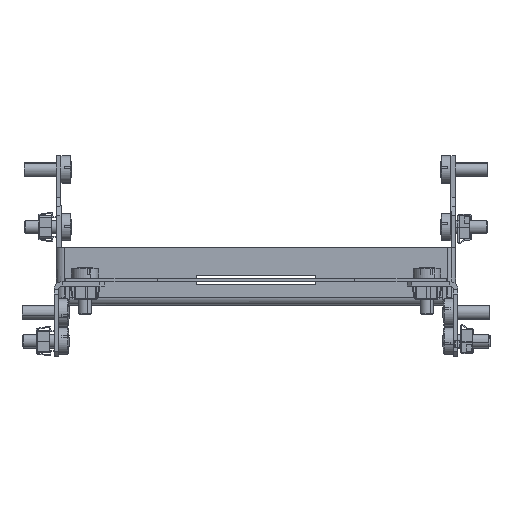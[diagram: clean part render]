
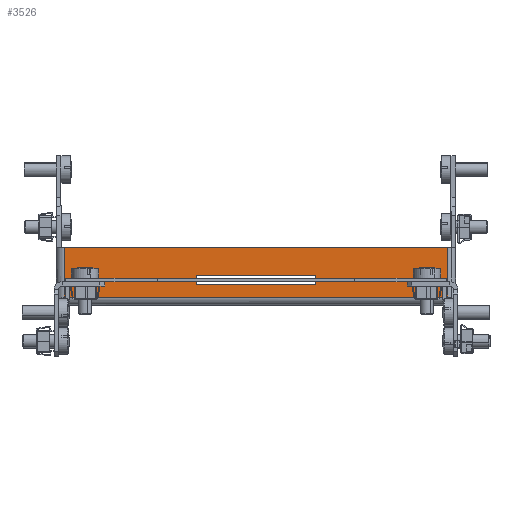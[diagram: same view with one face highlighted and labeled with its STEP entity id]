
A CAD part, front view. The second image highlights one B-rep face of the part: STEP entity #3526.
In plain terms, the highlighted face is planar.
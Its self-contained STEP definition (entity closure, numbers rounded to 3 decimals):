
#401 = DIRECTION ( 'NONE',  ( 0., -1., 0. ) ) ;
#684 = CARTESIAN_POINT ( 'NONE',  ( 35., 61.5, -170.5 ) ) ;
#882 = VECTOR ( 'NONE', #16074, 1000. ) ;
#1330 = EDGE_CURVE ( 'NONE', #3493, #2113, #3407, .T. ) ;
#1498 = CARTESIAN_POINT ( 'NONE',  ( 35., 61.5, -170.5 ) ) ;
#1948 = ORIENTED_EDGE ( 'NONE', *, *, #14567, .T. ) ;
#2113 = VERTEX_POINT ( 'NONE', #17983 ) ;
#2820 = VECTOR ( 'NONE', #6600, 1000. ) ;
#3407 = LINE ( 'NONE', #13345, #2820 ) ;
#3493 = VERTEX_POINT ( 'NONE', #11142 ) ;
#3526 = ADVANCED_FACE ( 'NONE', ( #8226, #16137 ), #11549, .F. ) ;
#3854 = CARTESIAN_POINT ( 'NONE',  ( 35., 0., 0. ) ) ;
#4069 = VECTOR ( 'NONE', #10450, 1000. ) ;
#4677 = LINE ( 'NONE', #9263, #11518 ) ;
#5240 = CARTESIAN_POINT ( 'NONE',  ( 35., 52., -61. ) ) ;
#5412 = DIRECTION ( 'NONE',  ( -1., 0., 0. ) ) ;
#5493 = VERTEX_POINT ( 'NONE', #14429 ) ;
#5496 = CARTESIAN_POINT ( 'NONE',  ( 35., 61.5, -3.5 ) ) ;
#5649 = ORIENTED_EDGE ( 'NONE', *, *, #15327, .F. ) ;
#6463 = AXIS2_PLACEMENT_3D ( 'NONE', #3854, #5412, #8429 ) ;
#6491 = DIRECTION ( 'NONE',  ( 0., 0., -1. ) ) ;
#6600 = DIRECTION ( 'NONE',  ( 0., 0., 1. ) ) ;
#6611 = EDGE_LOOP ( 'NONE', ( #17568, #5649, #12597, #14221 ) ) ;
#6613 = LINE ( 'NONE', #17964, #16025 ) ;
#8131 = VERTEX_POINT ( 'NONE', #5496 ) ;
#8226 = FACE_BOUND ( 'NONE', #6611, .T. ) ;
#8429 = DIRECTION ( 'NONE',  ( 0., 0., 1. ) ) ;
#8543 = CARTESIAN_POINT ( 'NONE',  ( 35., 40., -170.5 ) ) ;
#8828 = EDGE_CURVE ( 'NONE', #18445, #14317, #15879, .T. ) ;
#9128 = CARTESIAN_POINT ( 'NONE',  ( 35., 65., -3.5 ) ) ;
#9263 = CARTESIAN_POINT ( 'NONE',  ( 35., 56., -113. ) ) ;
#10450 = DIRECTION ( 'NONE',  ( 0., 0., 1. ) ) ;
#10544 = VERTEX_POINT ( 'NONE', #8543 ) ;
#10667 = LINE ( 'NONE', #684, #4069 ) ;
#11142 = CARTESIAN_POINT ( 'NONE',  ( 35., 56., -113. ) ) ;
#11518 = VECTOR ( 'NONE', #15615, 1000. ) ;
#11549 = PLANE ( 'NONE',  #6463 ) ;
#12158 = CARTESIAN_POINT ( 'NONE',  ( 35., 52., -113. ) ) ;
#12184 = DIRECTION ( 'NONE',  ( 0., 1., 0. ) ) ;
#12404 = VERTEX_POINT ( 'NONE', #1498 ) ;
#12597 = ORIENTED_EDGE ( 'NONE', *, *, #8828, .F. ) ;
#12916 = EDGE_CURVE ( 'NONE', #2113, #18445, #6613, .T. ) ;
#13145 = CARTESIAN_POINT ( 'NONE',  ( 35., 40., 0. ) ) ;
#13282 = VECTOR ( 'NONE', #12184, 1000. ) ;
#13345 = CARTESIAN_POINT ( 'NONE',  ( 35., 56., -61. ) ) ;
#13822 = ORIENTED_EDGE ( 'NONE', *, *, #16938, .F. ) ;
#13955 = EDGE_LOOP ( 'NONE', ( #1948, #13822, #18803, #16805 ) ) ;
#14221 = ORIENTED_EDGE ( 'NONE', *, *, #12916, .F. ) ;
#14228 = LINE ( 'NONE', #9128, #18221 ) ;
#14317 = VERTEX_POINT ( 'NONE', #12158 ) ;
#14429 = CARTESIAN_POINT ( 'NONE',  ( 35., 40., -3.5 ) ) ;
#14567 = EDGE_CURVE ( 'NONE', #12404, #8131, #10667, .T. ) ;
#15327 = EDGE_CURVE ( 'NONE', #14317, #3493, #4677, .T. ) ;
#15615 = DIRECTION ( 'NONE',  ( 0., 1., 0. ) ) ;
#15879 = LINE ( 'NONE', #5240, #882 ) ;
#16025 = VECTOR ( 'NONE', #401, 1000. ) ;
#16074 = DIRECTION ( 'NONE',  ( 0., 0., -1. ) ) ;
#16083 = LINE ( 'NONE', #13145, #18309 ) ;
#16137 = FACE_OUTER_BOUND ( 'NONE', #13955, .T. ) ;
#16805 = ORIENTED_EDGE ( 'NONE', *, *, #19242, .T. ) ;
#16938 = EDGE_CURVE ( 'NONE', #5493, #8131, #14228, .T. ) ;
#17213 = DIRECTION ( 'NONE',  ( 0., 1., 0. ) ) ;
#17568 = ORIENTED_EDGE ( 'NONE', *, *, #1330, .F. ) ;
#17964 = CARTESIAN_POINT ( 'NONE',  ( 35., 56., -61. ) ) ;
#17983 = CARTESIAN_POINT ( 'NONE',  ( 35., 56., -61. ) ) ;
#18221 = VECTOR ( 'NONE', #17213, 1000. ) ;
#18309 = VECTOR ( 'NONE', #6491, 1000. ) ;
#18445 = VERTEX_POINT ( 'NONE', #18693 ) ;
#18650 = LINE ( 'NONE', #20105, #13282 ) ;
#18693 = CARTESIAN_POINT ( 'NONE',  ( 35., 52., -61. ) ) ;
#18803 = ORIENTED_EDGE ( 'NONE', *, *, #19755, .T. ) ;
#19242 = EDGE_CURVE ( 'NONE', #10544, #12404, #18650, .T. ) ;
#19755 = EDGE_CURVE ( 'NONE', #5493, #10544, #16083, .T. ) ;
#20105 = CARTESIAN_POINT ( 'NONE',  ( 35., 65., -170.5 ) ) ;
